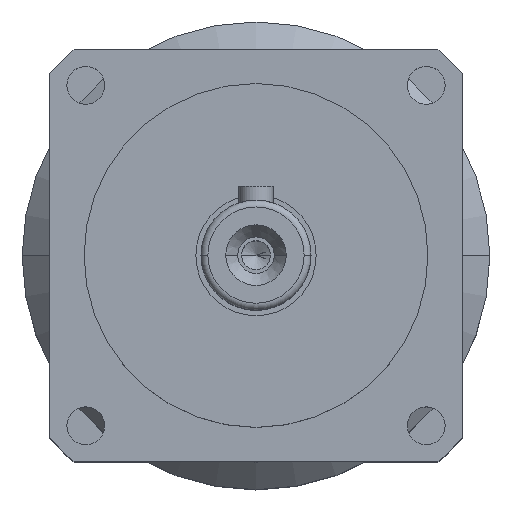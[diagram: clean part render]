
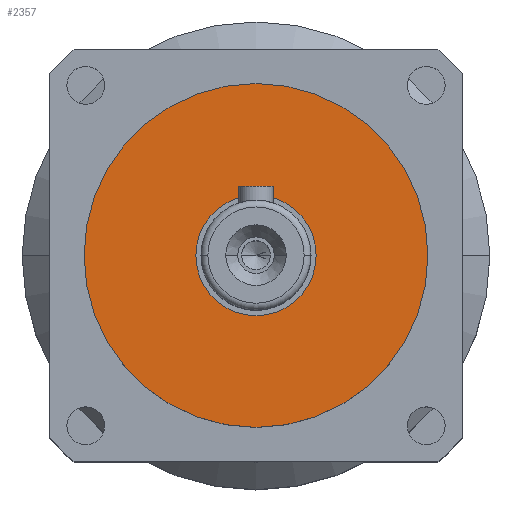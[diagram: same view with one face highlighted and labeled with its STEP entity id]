
A CAD part, top view. The second image highlights one B-rep face of the part: STEP entity #2357.
In plain terms, the highlighted planar face has unit normal (0, 0, 1).
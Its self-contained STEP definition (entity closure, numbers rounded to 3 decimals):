
#179 = ORIENTED_EDGE ( 'NONE', *, *, #1121, .T. ) ;
#207 = FACE_BOUND ( 'NONE', #7335, .T. ) ;
#604 = CARTESIAN_POINT ( 'NONE',  ( -25., 0., 46.5 ) ) ;
#627 = VERTEX_POINT ( 'NONE', #6856 ) ;
#733 = CARTESIAN_POINT ( 'NONE',  ( 0., 0., 46.5 ) ) ;
#1113 = CIRCLE ( 'NONE', #4615, 25. ) ;
#1121 = EDGE_CURVE ( 'NONE', #6243, #5950, #4325, .T. ) ;
#1313 = DIRECTION ( 'NONE',  ( 1., 0., 0. ) ) ;
#1449 = ORIENTED_EDGE ( 'NONE', *, *, #1599, .F. ) ;
#1599 = EDGE_CURVE ( 'NONE', #627, #3480, #2760, .T. ) ;
#1726 = AXIS2_PLACEMENT_3D ( 'NONE', #2223, #2244, #2253 ) ;
#1999 = ORIENTED_EDGE ( 'NONE', *, *, #7259, .T. ) ;
#2089 = EDGE_LOOP ( 'NONE', ( #179, #1999 ) ) ;
#2223 = CARTESIAN_POINT ( 'NONE',  ( 0., 0., 46.5 ) ) ;
#2244 = DIRECTION ( 'NONE',  ( 0., 0., 1. ) ) ;
#2253 = DIRECTION ( 'NONE',  ( 1., 0., 0. ) ) ;
#2357 = ADVANCED_FACE ( 'NONE', ( #207, #6196 ), #4672, .T. ) ;
#2695 = ORIENTED_EDGE ( 'NONE', *, *, #3620, .F. ) ;
#2760 = CIRCLE ( 'NONE', #6416, 8.75 ) ;
#3223 = AXIS2_PLACEMENT_3D ( 'NONE', #5409, #5846, #5859 ) ;
#3480 = VERTEX_POINT ( 'NONE', #7584 ) ;
#3620 = EDGE_CURVE ( 'NONE', #3480, #627, #4584, .T. ) ;
#3877 = DIRECTION ( 'NONE',  ( 1., 0., 0. ) ) ;
#4325 = CIRCLE ( 'NONE', #7580, 25. ) ;
#4584 = CIRCLE ( 'NONE', #1726, 8.75 ) ;
#4615 = AXIS2_PLACEMENT_3D ( 'NONE', #733, #4762, #1313 ) ;
#4672 = PLANE ( 'NONE',  #3223 ) ;
#4762 = DIRECTION ( 'NONE',  ( 0., 0., 1. ) ) ;
#5244 = CARTESIAN_POINT ( 'NONE',  ( 0., 0., 46.5 ) ) ;
#5409 = CARTESIAN_POINT ( 'NONE',  ( 0., 0., 46.5 ) ) ;
#5451 = CARTESIAN_POINT ( 'NONE',  ( 25., 0., 46.5 ) ) ;
#5807 = DIRECTION ( 'NONE',  ( 0., 0., 1. ) ) ;
#5846 = DIRECTION ( 'NONE',  ( 0., 0., 1. ) ) ;
#5859 = DIRECTION ( 'NONE',  ( 1., 0., 0. ) ) ;
#5950 = VERTEX_POINT ( 'NONE', #5451 ) ;
#6196 = FACE_OUTER_BOUND ( 'NONE', #2089, .T. ) ;
#6243 = VERTEX_POINT ( 'NONE', #604 ) ;
#6416 = AXIS2_PLACEMENT_3D ( 'NONE', #5244, #5807, #6805 ) ;
#6805 = DIRECTION ( 'NONE',  ( 1., 0., 0. ) ) ;
#6856 = CARTESIAN_POINT ( 'NONE',  ( 8.75, 0., 46.5 ) ) ;
#7163 = CARTESIAN_POINT ( 'NONE',  ( 0., 0., 46.5 ) ) ;
#7219 = DIRECTION ( 'NONE',  ( 0., 0., 1. ) ) ;
#7259 = EDGE_CURVE ( 'NONE', #5950, #6243, #1113, .T. ) ;
#7335 = EDGE_LOOP ( 'NONE', ( #2695, #1449 ) ) ;
#7580 = AXIS2_PLACEMENT_3D ( 'NONE', #7163, #7219, #3877 ) ;
#7584 = CARTESIAN_POINT ( 'NONE',  ( -8.75, 0., 46.5 ) ) ;
